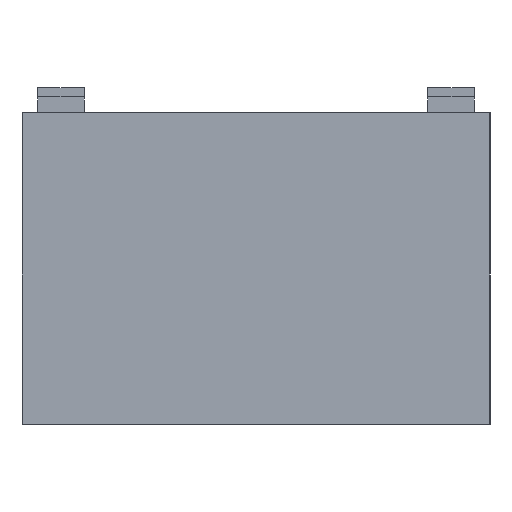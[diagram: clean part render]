
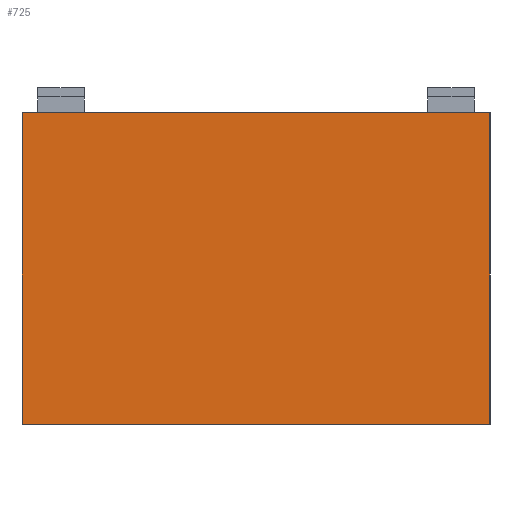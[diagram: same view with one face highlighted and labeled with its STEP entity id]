
A CAD part, left-side view. The second image highlights one B-rep face of the part: STEP entity #725.
In plain terms, the highlighted planar face has unit normal (-1, 0, 0).
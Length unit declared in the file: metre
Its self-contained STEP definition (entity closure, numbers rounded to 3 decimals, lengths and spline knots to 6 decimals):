
#436 = VERTEX_POINT('',#437);
#437 = CARTESIAN_POINT('',(0.,0.,0.));
#446 = PLANE('',#447);
#447 = AXIS2_PLACEMENT_3D('',#448,#449,#450);
#448 = CARTESIAN_POINT('',(0.0075,0.075,0.));
#449 = DIRECTION('',(-0.,-0.,-1.));
#450 = DIRECTION('',(-1.,0.,0.));
#458 = PLANE('',#459);
#459 = AXIS2_PLACEMENT_3D('',#460,#461,#462);
#460 = CARTESIAN_POINT('',(0.0075,0.,0.05));
#461 = DIRECTION('',(-0.,-1.,-0.));
#462 = DIRECTION('',(0.,0.,-1.));
#499 = VERTEX_POINT('',#500);
#500 = CARTESIAN_POINT('',(0.,0.15,0.));
#514 = PLANE('',#515);
#515 = AXIS2_PLACEMENT_3D('',#516,#517,#518);
#516 = CARTESIAN_POINT('',(0.0075,0.15,0.05));
#517 = DIRECTION('',(0.,1.,0.));
#518 = DIRECTION('',(0.,0.,1.));
#526 = EDGE_CURVE('',#499,#436,#527,.T.);
#527 = SURFACE_CURVE('',#528,(#532,#539),.PCURVE_S1.);
#528 = LINE('',#529,#530);
#529 = CARTESIAN_POINT('',(0.,0.15,0.));
#530 = VECTOR('',#531,0.001);
#531 = DIRECTION('',(0.,-1.,0.));
#532 = PCURVE('',#446,#533);
#533 = DEFINITIONAL_REPRESENTATION('',(#534),#538);
#534 = LINE('',#535,#536);
#535 = CARTESIAN_POINT('',(0.008,0.075));
#536 = VECTOR('',#537,1.);
#537 = DIRECTION('',(0.,-1.));
#538 = ( GEOMETRIC_REPRESENTATION_CONTEXT(2) 
PARAMETRIC_REPRESENTATION_CONTEXT() REPRESENTATION_CONTEXT('2D SPACE',''
  ) );
#539 = PCURVE('',#540,#545);
#540 = PLANE('',#541);
#541 = AXIS2_PLACEMENT_3D('',#542,#543,#544);
#542 = CARTESIAN_POINT('',(0.,0.075,0.05));
#543 = DIRECTION('',(-1.,-0.,-0.));
#544 = DIRECTION('',(0.,0.,-1.));
#545 = DEFINITIONAL_REPRESENTATION('',(#546),#550);
#546 = LINE('',#547,#548);
#547 = CARTESIAN_POINT('',(0.05,-0.075));
#548 = VECTOR('',#549,1.);
#549 = DIRECTION('',(0.,1.));
#550 = ( GEOMETRIC_REPRESENTATION_CONTEXT(2) 
PARAMETRIC_REPRESENTATION_CONTEXT() REPRESENTATION_CONTEXT('2D SPACE',''
  ) );
#580 = VERTEX_POINT('',#581);
#581 = CARTESIAN_POINT('',(0.,0.,0.1));
#595 = PLANE('',#596);
#596 = AXIS2_PLACEMENT_3D('',#597,#598,#599);
#597 = CARTESIAN_POINT('',(0.0075,0.075,0.1));
#598 = DIRECTION('',(0.,0.,1.));
#599 = DIRECTION('',(1.,0.,0.));
#607 = EDGE_CURVE('',#436,#580,#608,.T.);
#608 = SURFACE_CURVE('',#609,(#613,#620),.PCURVE_S1.);
#609 = LINE('',#610,#611);
#610 = CARTESIAN_POINT('',(0.,0.,0.));
#611 = VECTOR('',#612,0.001);
#612 = DIRECTION('',(0.,0.,1.));
#613 = PCURVE('',#458,#614);
#614 = DEFINITIONAL_REPRESENTATION('',(#615),#619);
#615 = LINE('',#616,#617);
#616 = CARTESIAN_POINT('',(0.05,-0.008));
#617 = VECTOR('',#618,1.);
#618 = DIRECTION('',(-1.,0.));
#619 = ( GEOMETRIC_REPRESENTATION_CONTEXT(2) 
PARAMETRIC_REPRESENTATION_CONTEXT() REPRESENTATION_CONTEXT('2D SPACE',''
  ) );
#620 = PCURVE('',#540,#621);
#621 = DEFINITIONAL_REPRESENTATION('',(#622),#626);
#622 = LINE('',#623,#624);
#623 = CARTESIAN_POINT('',(0.05,0.075));
#624 = VECTOR('',#625,1.);
#625 = DIRECTION('',(-1.,0.));
#626 = ( GEOMETRIC_REPRESENTATION_CONTEXT(2) 
PARAMETRIC_REPRESENTATION_CONTEXT() REPRESENTATION_CONTEXT('2D SPACE',''
  ) );
#681 = EDGE_CURVE('',#499,#682,#684,.T.);
#682 = VERTEX_POINT('',#683);
#683 = CARTESIAN_POINT('',(0.,0.15,0.1));
#684 = SURFACE_CURVE('',#685,(#689,#696),.PCURVE_S1.);
#685 = LINE('',#686,#687);
#686 = CARTESIAN_POINT('',(0.,0.15,0.));
#687 = VECTOR('',#688,0.001);
#688 = DIRECTION('',(0.,0.,1.));
#689 = PCURVE('',#514,#690);
#690 = DEFINITIONAL_REPRESENTATION('',(#691),#695);
#691 = LINE('',#692,#693);
#692 = CARTESIAN_POINT('',(-0.05,-0.008));
#693 = VECTOR('',#694,1.);
#694 = DIRECTION('',(1.,0.));
#695 = ( GEOMETRIC_REPRESENTATION_CONTEXT(2) 
PARAMETRIC_REPRESENTATION_CONTEXT() REPRESENTATION_CONTEXT('2D SPACE',''
  ) );
#696 = PCURVE('',#540,#697);
#697 = DEFINITIONAL_REPRESENTATION('',(#698),#702);
#698 = LINE('',#699,#700);
#699 = CARTESIAN_POINT('',(0.05,-0.075));
#700 = VECTOR('',#701,1.);
#701 = DIRECTION('',(-1.,0.));
#702 = ( GEOMETRIC_REPRESENTATION_CONTEXT(2) 
PARAMETRIC_REPRESENTATION_CONTEXT() REPRESENTATION_CONTEXT('2D SPACE',''
  ) );
#725 = ADVANCED_FACE('',(#726),#540,.T.);
#726 = FACE_BOUND('',#727,.T.);
#727 = EDGE_LOOP('',(#728,#729,#730,#751));
#728 = ORIENTED_EDGE('',*,*,#526,.T.);
#729 = ORIENTED_EDGE('',*,*,#607,.T.);
#730 = ORIENTED_EDGE('',*,*,#731,.F.);
#731 = EDGE_CURVE('',#682,#580,#732,.T.);
#732 = SURFACE_CURVE('',#733,(#737,#744),.PCURVE_S1.);
#733 = LINE('',#734,#735);
#734 = CARTESIAN_POINT('',(0.,0.15,0.1));
#735 = VECTOR('',#736,0.001);
#736 = DIRECTION('',(0.,-1.,0.));
#737 = PCURVE('',#540,#738);
#738 = DEFINITIONAL_REPRESENTATION('',(#739),#743);
#739 = LINE('',#740,#741);
#740 = CARTESIAN_POINT('',(-0.05,-0.075));
#741 = VECTOR('',#742,1.);
#742 = DIRECTION('',(0.,1.));
#743 = ( GEOMETRIC_REPRESENTATION_CONTEXT(2) 
PARAMETRIC_REPRESENTATION_CONTEXT() REPRESENTATION_CONTEXT('2D SPACE',''
  ) );
#744 = PCURVE('',#595,#745);
#745 = DEFINITIONAL_REPRESENTATION('',(#746),#750);
#746 = LINE('',#747,#748);
#747 = CARTESIAN_POINT('',(-0.008,0.075));
#748 = VECTOR('',#749,1.);
#749 = DIRECTION('',(0.,-1.));
#750 = ( GEOMETRIC_REPRESENTATION_CONTEXT(2) 
PARAMETRIC_REPRESENTATION_CONTEXT() REPRESENTATION_CONTEXT('2D SPACE',''
  ) );
#751 = ORIENTED_EDGE('',*,*,#681,.F.);
